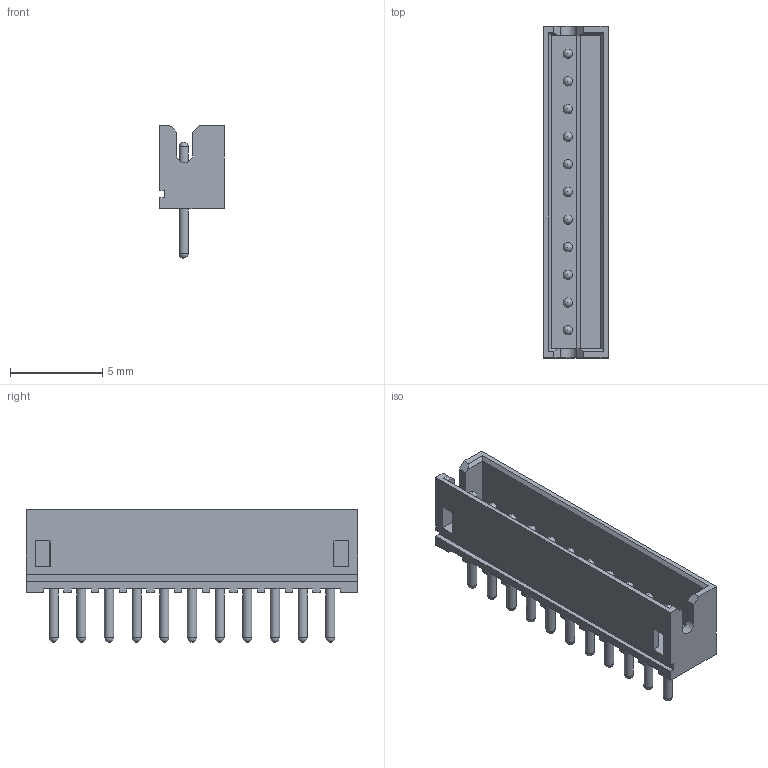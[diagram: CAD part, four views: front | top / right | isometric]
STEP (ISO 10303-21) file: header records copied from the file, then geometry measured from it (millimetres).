
FILE_DESCRIPTION(/* description */ (''),/* implementation_level */ '2;1');
FILE_NAME(/* name */ 'B11B-ZR.step',/* time_stamp */ '2023-11-08T15:25:19+03:00',/* author */ ('Sandman'),/* organization */ (''),/* preprocessor_version */ 'ST-DEVELOPER v18.1',/* originating_system */ 'Autodesk Inventor 2021',/* authorisation */ '');
FILE_SCHEMA (('AUTOMOTIVE_DESIGN { 1 0 10303 214 3 1 1 }'));
Length unit declared in the file: millimetre
Products named in the file (1): ZH_connector
Bounding box: 3.5 x 18 x 7.2 mm (x, y, z)
Volume: 132.2 mm3; surface area: 544.6 mm2
Topology: 1 solids, 1 shells, 126 faces, 352 edges, 226 vertices
Faces by surface type: plane 80, cylinder 24, sphere 22
Full cylindrical faces by diameter (mm): 0.5 x22
Entity records: 3989 total; most frequent: CARTESIAN_POINT 683, ORIENTED_EDGE 660, DIRECTION 654, EDGE_CURVE 330, LINE 260, VECTOR 260, VERTEX_POINT 226, AXIS2_PLACEMENT_3D 197
